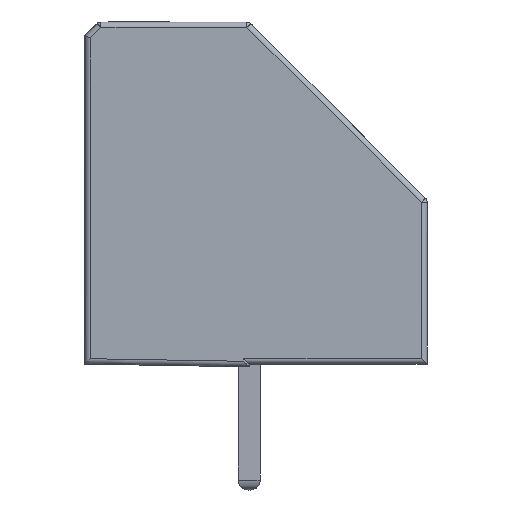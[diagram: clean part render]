
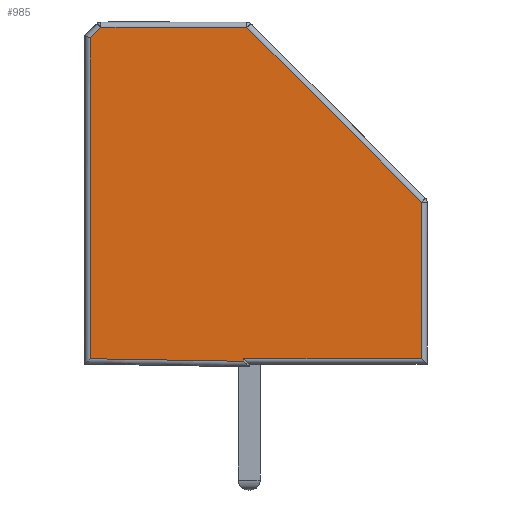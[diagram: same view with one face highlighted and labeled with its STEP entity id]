
A CAD part, left-side view. The second image highlights one B-rep face of the part: STEP entity #985.
In plain terms, the highlighted planar face has unit normal (-1, 0, 0).
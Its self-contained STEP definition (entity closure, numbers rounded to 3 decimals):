
#13=DIRECTION('',(0.,0.,1.));
#27=VECTOR('',#13,1.);
#51=DIRECTION('',(0.,0.707,-0.707));
#52=DIRECTION('',(0.,0.707,0.707));
#79=DIRECTION('',(0.,-1.,0.));
#126=VECTOR('',#79,1.);
#147=VECTOR('',#148,1.);
#148=DIRECTION('',(0.,-1.,-0.017));
#161=VECTOR('',#52,1.);
#168=VECTOR('',#169,1.);
#169=DIRECTION('',(0.,1.,0.));
#176=VECTOR('',#51,1.);
#181=VECTOR('',#182,1.);
#182=DIRECTION('',(0.,0.,-1.));
#186=DIRECTION('',(-1.,0.,0.));
#187=DIRECTION('',(0.,-1.,0.));
#307=VERTEX_POINT('',#308);
#308=CARTESIAN_POINT('',(-2.5,-6.3,6.017));
#318=EDGE_CURVE('',#319,#307,#321,.T.);
#319=VERTEX_POINT('',#320);
#320=CARTESIAN_POINT('',(-2.5,-6.3,0.3));
#321=LINE('',#322,#27);
#322=CARTESIAN_POINT('',(-2.5,-6.3,0.1));
#624=VERTEX_POINT('',#625);
#625=CARTESIAN_POINT('',(-2.5,0.2,0.3));
#629=ORIENTED_EDGE('',*,*,#630,.T.);
#630=EDGE_CURVE('',#624,#319,#631,.T.);
#631=LINE('',#632,#126);
#632=CARTESIAN_POINT('',(-2.5,0.,0.3));
#985=ADVANCED_FACE('',(#986),#1023,.T.);
#986=FACE_BOUND('',#987,.T.);
#987=EDGE_LOOP('',(#988,#996,#1002,#1008,#1014,#629,#1018,#1019));
#988=ORIENTED_EDGE('',*,*,#989,.T.);
#989=EDGE_CURVE('',#990,#992,#994,.T.);
#990=VERTEX_POINT('',#991);
#991=CARTESIAN_POINT('',(-2.5,0.083,12.4));
#992=VERTEX_POINT('',#993);
#993=CARTESIAN_POINT('',(-2.5,5.417,12.4));
#994=LINE('',#995,#168);
#995=CARTESIAN_POINT('',(-2.5,0.,12.4));
#996=ORIENTED_EDGE('',*,*,#997,.T.);
#997=EDGE_CURVE('',#992,#998,#1000,.T.);
#998=VERTEX_POINT('',#999);
#999=CARTESIAN_POINT('',(-2.5,5.8,12.017));
#1000=LINE('',#1001,#176);
#1001=CARTESIAN_POINT('',(-2.5,5.359,12.459));
#1002=ORIENTED_EDGE('',*,*,#1003,.T.);
#1003=EDGE_CURVE('',#998,#1004,#1006,.T.);
#1004=VERTEX_POINT('',#1005);
#1005=CARTESIAN_POINT('',(-2.5,5.8,0.297));
#1006=LINE('',#1007,#181);
#1007=CARTESIAN_POINT('',(-2.5,5.8,12.1));
#1008=ORIENTED_EDGE('',*,*,#1009,.T.);
#1009=EDGE_CURVE('',#1004,#1010,#1012,.T.);
#1010=VERTEX_POINT('',#1011);
#1011=CARTESIAN_POINT('',(-2.5,0.2,0.203));
#1012=LINE('',#1013,#147);
#1013=CARTESIAN_POINT('',(-2.5,5.997,0.3));
#1014=ORIENTED_EDGE('',*,*,#1015,.T.);
#1015=EDGE_CURVE('',#1010,#624,#1016,.T.);
#1016=LINE('',#1017,#27);
#1017=CARTESIAN_POINT('',(-2.5,0.2,0.));
#1018=ORIENTED_EDGE('',*,*,#318,.T.);
#1019=ORIENTED_EDGE('',*,*,#1020,.T.);
#1020=EDGE_CURVE('',#307,#990,#1021,.T.);
#1021=LINE('',#1022,#161);
#1022=CARTESIAN_POINT('',(-2.5,-6.359,5.959));
#1023=PLANE('',#1024);
#1024=AXIS2_PLACEMENT_3D('',#1025,#186,#187);
#1025=CARTESIAN_POINT('',(-2.5,0.417,5.581));
